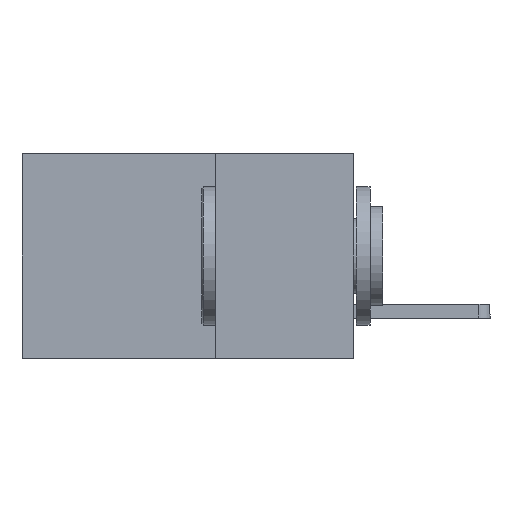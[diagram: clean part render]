
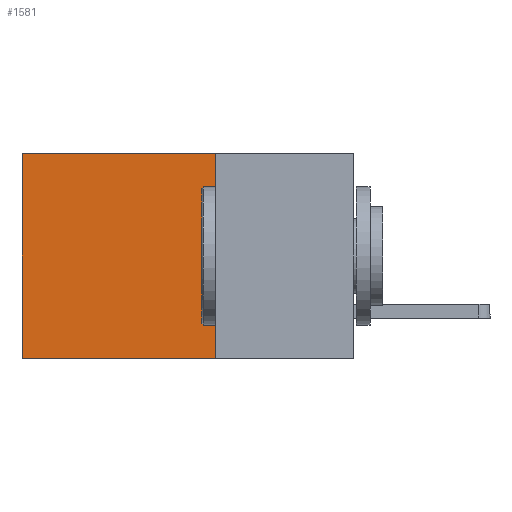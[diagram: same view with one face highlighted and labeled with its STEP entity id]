
A CAD part, left-side view. The second image highlights one B-rep face of the part: STEP entity #1581.
In plain terms, the highlighted planar face has unit normal (-1, 0, 0).
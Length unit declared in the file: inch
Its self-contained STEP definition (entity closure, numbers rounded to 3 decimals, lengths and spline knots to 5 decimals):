
#286 = VECTOR ( 'NONE', #2699, 39.37008 ) ;
#432 = EDGE_CURVE ( 'NONE', #9653, #9386, #5881, .T. ) ;
#868 = CARTESIAN_POINT ( 'NONE',  ( 0.2875, 0.25, 0. ) ) ;
#1581 = ADVANCED_FACE ( 'NONE', ( #6419 ), #2958, .F. ) ;
#1613 = VECTOR ( 'NONE', #5424, 39.37008 ) ;
#1883 = DIRECTION ( 'NONE',  ( 1., 0., 0. ) ) ;
#2448 = LINE ( 'NONE', #8687, #286 ) ;
#2699 = DIRECTION ( 'NONE',  ( 0., 1., 0. ) ) ;
#2704 = CARTESIAN_POINT ( 'NONE',  ( 0.2875, 0.6, 0. ) ) ;
#2958 = PLANE ( 'NONE',  #4332 ) ;
#3028 = CARTESIAN_POINT ( 'NONE',  ( 0.2875, 0.6, 0. ) ) ;
#3637 = EDGE_CURVE ( 'NONE', #9427, #8753, #2448, .T. ) ;
#3747 = CARTESIAN_POINT ( 'NONE',  ( 0.2875, 0.25, 0. ) ) ;
#3808 = DIRECTION ( 'NONE',  ( 0., 0., -1. ) ) ;
#3986 = CARTESIAN_POINT ( 'NONE',  ( 0.2875, 0.25, -0.37 ) ) ;
#4332 = AXIS2_PLACEMENT_3D ( 'NONE', #3747, #1883, #3808 ) ;
#4380 = DIRECTION ( 'NONE',  ( 0., 1., 0. ) ) ;
#5380 = ORIENTED_EDGE ( 'NONE', *, *, #6263, .F. ) ;
#5424 = DIRECTION ( 'NONE',  ( 0., 0., -1. ) ) ;
#5638 = DIRECTION ( 'NONE',  ( 0., 0., -1. ) ) ;
#5858 = CARTESIAN_POINT ( 'NONE',  ( 0.2875, 0.6, -0.37 ) ) ;
#5881 = LINE ( 'NONE', #3986, #9528 ) ;
#5960 = EDGE_LOOP ( 'NONE', ( #7296, #7066, #5380, #8326 ) ) ;
#6263 = EDGE_CURVE ( 'NONE', #9427, #9653, #7359, .T. ) ;
#6419 = FACE_OUTER_BOUND ( 'NONE', #5960, .T. ) ;
#6894 = CARTESIAN_POINT ( 'NONE',  ( 0.2875, 0.25, -0.37 ) ) ;
#7066 = ORIENTED_EDGE ( 'NONE', *, *, #432, .F. ) ;
#7129 = VECTOR ( 'NONE', #5638, 39.37008 ) ;
#7296 = ORIENTED_EDGE ( 'NONE', *, *, #8354, .T. ) ;
#7359 = LINE ( 'NONE', #868, #7129 ) ;
#8326 = ORIENTED_EDGE ( 'NONE', *, *, #3637, .T. ) ;
#8354 = EDGE_CURVE ( 'NONE', #8753, #9386, #9920, .T. ) ;
#8687 = CARTESIAN_POINT ( 'NONE',  ( 0.2875, 0.25, 0. ) ) ;
#8753 = VERTEX_POINT ( 'NONE', #2704 ) ;
#9386 = VERTEX_POINT ( 'NONE', #5858 ) ;
#9427 = VERTEX_POINT ( 'NONE', #9517 ) ;
#9517 = CARTESIAN_POINT ( 'NONE',  ( 0.2875, 0.25, 0. ) ) ;
#9528 = VECTOR ( 'NONE', #4380, 39.37008 ) ;
#9653 = VERTEX_POINT ( 'NONE', #6894 ) ;
#9920 = LINE ( 'NONE', #3028, #1613 ) ;
